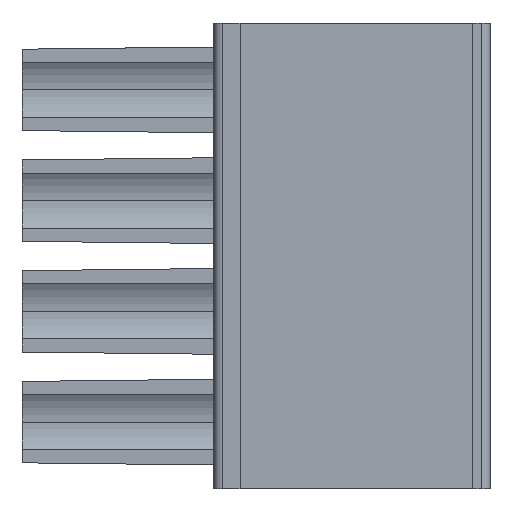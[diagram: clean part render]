
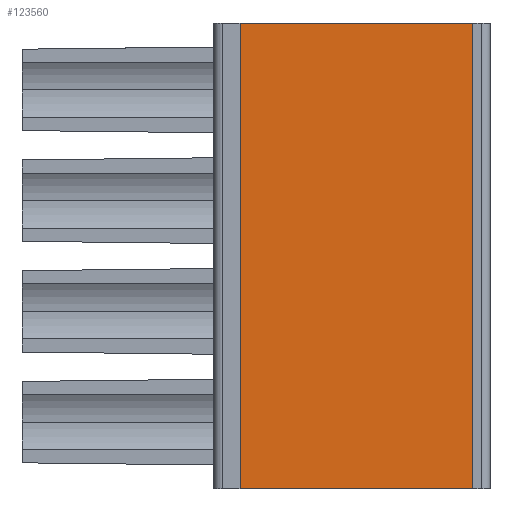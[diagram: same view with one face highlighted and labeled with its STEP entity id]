
A CAD part, front view. The second image highlights one B-rep face of the part: STEP entity #123560.
In plain terms, the highlighted planar face has unit normal (0, -1, 0).
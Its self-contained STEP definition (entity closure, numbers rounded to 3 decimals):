
#8760=CARTESIAN_POINT('',(50.611,29.382,
   77.855));
#8770=VERTEX_POINT('',#8760);
#8820=CARTESIAN_POINT('',(0.,29.382,
   77.855));
#8830=DIRECTION('',(1.,0.,
   0.));
#8840=VECTOR('',#8830,1.);
#8850=LINE('',#8820,#8840);
#8860=CARTESIAN_POINT('',(42.611,29.382,
   77.855));
#8870=VERTEX_POINT('',#8860);
#8880=EDGE_CURVE('',#8870,#8770,#8850,.T.);
#74200=CARTESIAN_POINT('',(50.611,29.382
   ,61.825));
#74210=VERTEX_POINT('',#74200);
#74240=CARTESIAN_POINT('',(50.611,29.382
   ,-4.12));
#74250=DIRECTION('',(0.,0.,
   1.));
#74260=VECTOR('',#74250,1.);
#74270=LINE('',#74240,#74260);
#74280=EDGE_CURVE('',#74210,#8770,#74270,.T.);
#111470=CARTESIAN_POINT('',(42.611,
   29.382,61.825));
#111480=VERTEX_POINT('',#111470);
#111510=CARTESIAN_POINT('',(0.,
   29.382,61.825));
#111520=DIRECTION('',(-1.,0.,
   0.));
#111530=VECTOR('',#111520,1.);
#111540=LINE('',#111510,#111530);
#111550=EDGE_CURVE('',#74210,#111480,#111540,.T.);
#114270=CARTESIAN_POINT('',(42.611,
   29.382,-7.93));
#114280=DIRECTION('',(0.,0.,
   -1.));
#114290=VECTOR('',#114280,1.);
#114300=LINE('',#114270,#114290);
#114310=EDGE_CURVE('',#8870,#111480,#114300,.T.);
#123450=CARTESIAN_POINT('',(42.611,
   29.382,67.625));
#123460=DIRECTION('',(0.,-1.,
   0.));
#123470=DIRECTION('',(-1.,0.,
   0.));
#123480=AXIS2_PLACEMENT_3D('',#123450,#123460,#123470);
#123490=PLANE('',#123480);
#123500=ORIENTED_EDGE('',*,*,#111550,.F.);
#123510=ORIENTED_EDGE('',*,*,#114310,.T.);
#123520=ORIENTED_EDGE('',*,*,#8880,.F.);
#123530=ORIENTED_EDGE('',*,*,#74280,.T.);
#123540=EDGE_LOOP('',(#123530,#123520,#123510,#123500));
#123550=FACE_OUTER_BOUND('',#123540,.T.);
#123560=ADVANCED_FACE('',(#123550),#123490,.T.);
